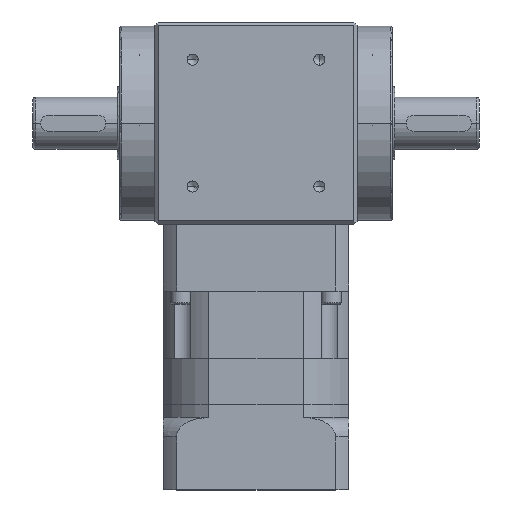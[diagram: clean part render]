
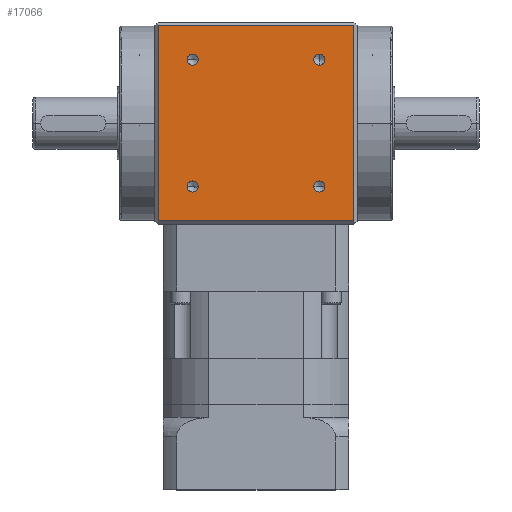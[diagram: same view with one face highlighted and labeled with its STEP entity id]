
A CAD part, top view. The second image highlights one B-rep face of the part: STEP entity #17066.
In plain terms, the highlighted planar face has unit normal (0, 0, 1).
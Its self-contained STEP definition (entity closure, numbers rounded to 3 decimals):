
#423 = CIRCLE ( 'NONE', #25358, 3.4 ) ;
#455 = DIRECTION ( 'NONE',  ( 0., -1., 0. ) ) ;
#496 = VERTEX_POINT ( 'NONE', #26519 ) ;
#720 = EDGE_LOOP ( 'NONE', ( #23934, #6698 ) ) ;
#879 = DIRECTION ( 'NONE',  ( 0., 1., 0. ) ) ;
#939 = EDGE_LOOP ( 'NONE', ( #7773, #7579 ) ) ;
#1169 = CARTESIAN_POINT ( 'NONE',  ( 59.887, 136.3, 62. ) ) ;
#1894 = DIRECTION ( 'NONE',  ( -1., 0., 0. ) ) ;
#1907 = CIRCLE ( 'NONE', #14915, 3.4 ) ;
#2221 = VERTEX_POINT ( 'NONE', #11577 ) ;
#2729 = CARTESIAN_POINT ( 'NONE',  ( -75., 256.3, 62. ) ) ;
#3081 = PLANE ( 'NONE',  #24519 ) ;
#3322 = CARTESIAN_POINT ( 'NONE',  ( -38.891, 231.791, 62. ) ) ;
#3350 = EDGE_CURVE ( 'NONE', #18319, #10007, #1907, .T. ) ;
#3607 = ORIENTED_EDGE ( 'NONE', *, *, #19451, .F. ) ;
#3713 = CARTESIAN_POINT ( 'NONE',  ( -38.891, 238.591, 62. ) ) ;
#3934 = VECTOR ( 'NONE', #17986, 1000. ) ;
#4693 = FACE_BOUND ( 'NONE', #720, .T. ) ;
#4980 = ORIENTED_EDGE ( 'NONE', *, *, #5077, .F. ) ;
#5077 = EDGE_CURVE ( 'NONE', #11562, #19579, #10859, .T. ) ;
#5386 = VECTOR ( 'NONE', #7460, 1000. ) ;
#5504 = CARTESIAN_POINT ( 'NONE',  ( 38.891, 157.409, 62. ) ) ;
#5521 = CIRCLE ( 'NONE', #11502, 3.4 ) ;
#5536 = ORIENTED_EDGE ( 'NONE', *, *, #12862, .F. ) ;
#6140 = VERTEX_POINT ( 'NONE', #3713 ) ;
#6606 = VERTEX_POINT ( 'NONE', #12175 ) ;
#6698 = ORIENTED_EDGE ( 'NONE', *, *, #21938, .F. ) ;
#6977 = ORIENTED_EDGE ( 'NONE', *, *, #7162, .F. ) ;
#7025 = EDGE_CURVE ( 'NONE', #20458, #6140, #18462, .T. ) ;
#7062 = VERTEX_POINT ( 'NONE', #22478 ) ;
#7162 = EDGE_CURVE ( 'NONE', #6606, #26833, #25031, .T. ) ;
#7460 = DIRECTION ( 'NONE',  ( 0., -1., 0. ) ) ;
#7579 = ORIENTED_EDGE ( 'NONE', *, *, #12579, .F. ) ;
#7773 = ORIENTED_EDGE ( 'NONE', *, *, #3350, .F. ) ;
#7809 = DIRECTION ( 'NONE',  ( 0., -1., 0. ) ) ;
#8809 = CARTESIAN_POINT ( 'NONE',  ( -38.891, 235.191, 62. ) ) ;
#9072 = CARTESIAN_POINT ( 'NONE',  ( -38.891, 157.409, 62. ) ) ;
#9831 = DIRECTION ( 'NONE',  ( 0., 0., 1. ) ) ;
#9942 = CARTESIAN_POINT ( 'NONE',  ( 38.891, 231.791, 62. ) ) ;
#10007 = VERTEX_POINT ( 'NONE', #10318 ) ;
#10107 = CIRCLE ( 'NONE', #23870, 3.4 ) ;
#10318 = CARTESIAN_POINT ( 'NONE',  ( 38.891, 238.591, 62. ) ) ;
#10716 = FACE_BOUND ( 'NONE', #939, .T. ) ;
#10806 = AXIS2_PLACEMENT_3D ( 'NONE', #27514, #14011, #455 ) ;
#10859 = LINE ( 'NONE', #2729, #28132 ) ;
#10998 = EDGE_CURVE ( 'NONE', #26833, #6606, #10107, .T. ) ;
#11067 = DIRECTION ( 'NONE',  ( 0., -1., 0. ) ) ;
#11340 = DIRECTION ( 'NONE',  ( 0., -1., 0. ) ) ;
#11502 = AXIS2_PLACEMENT_3D ( 'NONE', #5504, #21277, #7809 ) ;
#11550 = ORIENTED_EDGE ( 'NONE', *, *, #24932, .F. ) ;
#11557 = CARTESIAN_POINT ( 'NONE',  ( -38.891, 157.409, 62. ) ) ;
#11562 = VERTEX_POINT ( 'NONE', #22802 ) ;
#11577 = CARTESIAN_POINT ( 'NONE',  ( 38.891, 154.009, 62. ) ) ;
#12138 = CARTESIAN_POINT ( 'NONE',  ( 59.887, 0., 62. ) ) ;
#12168 = DIRECTION ( 'NONE',  ( 0., 0., 1. ) ) ;
#12175 = CARTESIAN_POINT ( 'NONE',  ( -38.891, 154.009, 62. ) ) ;
#12462 = CARTESIAN_POINT ( 'NONE',  ( 38.891, 235.191, 62. ) ) ;
#12579 = EDGE_CURVE ( 'NONE', #10007, #18319, #423, .T. ) ;
#12713 = CARTESIAN_POINT ( 'NONE',  ( 59.887, 256.3, 62. ) ) ;
#12862 = EDGE_CURVE ( 'NONE', #496, #11562, #27941, .T. ) ;
#13826 = AXIS2_PLACEMENT_3D ( 'NONE', #11557, #27334, #13838 ) ;
#13838 = DIRECTION ( 'NONE',  ( 0., -1., 0. ) ) ;
#14011 = DIRECTION ( 'NONE',  ( 0., 0., 1. ) ) ;
#14176 = AXIS2_PLACEMENT_3D ( 'NONE', #25677, #12168, #27958 ) ;
#14454 = DIRECTION ( 'NONE',  ( 0., 0., -1. ) ) ;
#14772 = DIRECTION ( 'NONE',  ( 0., -1., 0. ) ) ;
#14915 = AXIS2_PLACEMENT_3D ( 'NONE', #23307, #9831, #25572 ) ;
#15729 = CARTESIAN_POINT ( 'NONE',  ( -59.887, 0., 62. ) ) ;
#16001 = VECTOR ( 'NONE', #1894, 1000. ) ;
#16006 = FACE_OUTER_BOUND ( 'NONE', #27526, .T. ) ;
#16392 = EDGE_CURVE ( 'NONE', #7062, #2221, #16393, .T. ) ;
#16393 = CIRCLE ( 'NONE', #14176, 3.4 ) ;
#16705 = FACE_BOUND ( 'NONE', #23194, .T. ) ;
#17032 = EDGE_CURVE ( 'NONE', #19579, #18883, #17405, .T. ) ;
#17066 = ADVANCED_FACE ( 'NONE', ( #4693, #10716, #21986, #16705, #16006 ), #3081, .F. ) ;
#17405 = LINE ( 'NONE', #12138, #5386 ) ;
#17986 = DIRECTION ( 'NONE',  ( 0., 1., 0. ) ) ;
#18319 = VERTEX_POINT ( 'NONE', #9942 ) ;
#18462 = CIRCLE ( 'NONE', #21906, 3.4 ) ;
#18488 = DIRECTION ( 'NONE',  ( 1., 0., 0. ) ) ;
#18796 = EDGE_LOOP ( 'NONE', ( #3607, #28028 ) ) ;
#18883 = VERTEX_POINT ( 'NONE', #1169 ) ;
#19451 = EDGE_CURVE ( 'NONE', #2221, #7062, #5521, .T. ) ;
#19579 = VERTEX_POINT ( 'NONE', #12713 ) ;
#19718 = ORIENTED_EDGE ( 'NONE', *, *, #10998, .F. ) ;
#20458 = VERTEX_POINT ( 'NONE', #3322 ) ;
#21261 = LINE ( 'NONE', #26664, #16001 ) ;
#21277 = DIRECTION ( 'NONE',  ( 0., 0., 1. ) ) ;
#21906 = AXIS2_PLACEMENT_3D ( 'NONE', #8809, #24528, #11067 ) ;
#21938 = EDGE_CURVE ( 'NONE', #6140, #20458, #22300, .T. ) ;
#21986 = FACE_BOUND ( 'NONE', #18796, .T. ) ;
#22300 = CIRCLE ( 'NONE', #10806, 3.4 ) ;
#22478 = CARTESIAN_POINT ( 'NONE',  ( 38.891, 160.809, 62. ) ) ;
#22802 = CARTESIAN_POINT ( 'NONE',  ( -59.887, 256.3, 62. ) ) ;
#23194 = EDGE_LOOP ( 'NONE', ( #6977, #19718 ) ) ;
#23307 = CARTESIAN_POINT ( 'NONE',  ( 38.891, 235.191, 62. ) ) ;
#23694 = CARTESIAN_POINT ( 'NONE',  ( -38.891, 160.809, 62. ) ) ;
#23870 = AXIS2_PLACEMENT_3D ( 'NONE', #9072, #24812, #11340 ) ;
#23934 = ORIENTED_EDGE ( 'NONE', *, *, #7025, .F. ) ;
#24519 = AXIS2_PLACEMENT_3D ( 'NONE', #27946, #14454, #879 ) ;
#24528 = DIRECTION ( 'NONE',  ( 0., 0., 1. ) ) ;
#24812 = DIRECTION ( 'NONE',  ( 0., 0., 1. ) ) ;
#24932 = EDGE_CURVE ( 'NONE', #18883, #496, #21261, .T. ) ;
#25031 = CIRCLE ( 'NONE', #13826, 3.4 ) ;
#25358 = AXIS2_PLACEMENT_3D ( 'NONE', #12462, #28271, #14772 ) ;
#25572 = DIRECTION ( 'NONE',  ( 0., -1., 0. ) ) ;
#25677 = CARTESIAN_POINT ( 'NONE',  ( 38.891, 157.409, 62. ) ) ;
#26519 = CARTESIAN_POINT ( 'NONE',  ( -59.887, 136.3, 62. ) ) ;
#26664 = CARTESIAN_POINT ( 'NONE',  ( -75., 136.3, 62. ) ) ;
#26833 = VERTEX_POINT ( 'NONE', #23694 ) ;
#27334 = DIRECTION ( 'NONE',  ( 0., 0., 1. ) ) ;
#27514 = CARTESIAN_POINT ( 'NONE',  ( -38.891, 235.191, 62. ) ) ;
#27526 = EDGE_LOOP ( 'NONE', ( #27623, #4980, #5536, #11550 ) ) ;
#27623 = ORIENTED_EDGE ( 'NONE', *, *, #17032, .F. ) ;
#27941 = LINE ( 'NONE', #15729, #3934 ) ;
#27946 = CARTESIAN_POINT ( 'NONE',  ( -75., 258.3, 62. ) ) ;
#27958 = DIRECTION ( 'NONE',  ( 0., -1., 0. ) ) ;
#28028 = ORIENTED_EDGE ( 'NONE', *, *, #16392, .F. ) ;
#28132 = VECTOR ( 'NONE', #18488, 1000. ) ;
#28271 = DIRECTION ( 'NONE',  ( 0., 0., 1. ) ) ;
